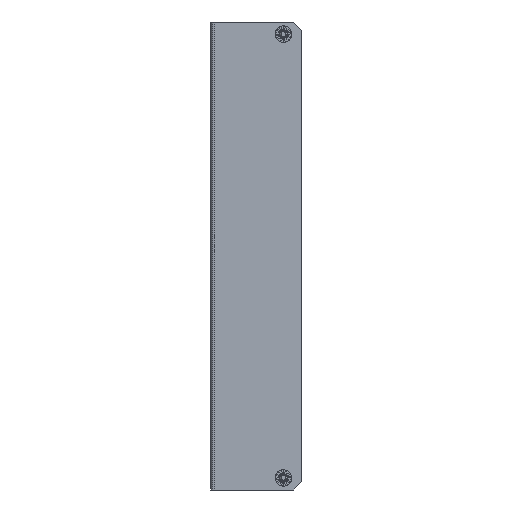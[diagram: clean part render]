
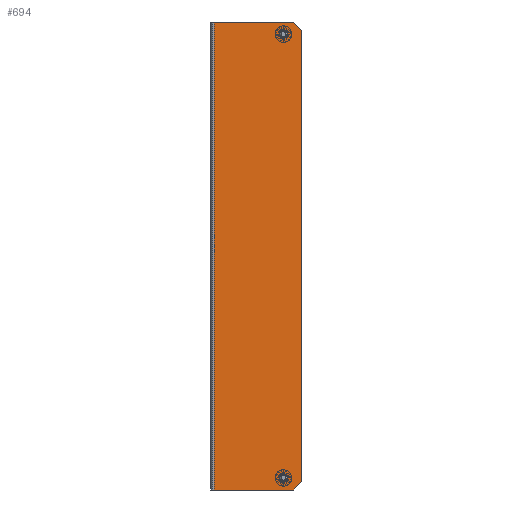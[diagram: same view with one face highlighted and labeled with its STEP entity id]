
A CAD part, front view. The second image highlights one B-rep face of the part: STEP entity #694.
In plain terms, the highlighted planar face has unit normal (0, -1, 0).
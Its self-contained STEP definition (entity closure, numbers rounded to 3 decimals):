
#29 = LINE ( 'NONE', #1267, #369 ) ;
#41 = ORIENTED_EDGE ( 'NONE', *, *, #667, .T. ) ;
#121 = CARTESIAN_POINT ( 'NONE',  ( 1., -1., -145. ) ) ;
#130 = DIRECTION ( 'NONE',  ( 0., 1., 0. ) ) ;
#146 = DIRECTION ( 'NONE',  ( 0., 0., 1. ) ) ;
#159 = VERTEX_POINT ( 'NONE', #594 ) ;
#181 = ORIENTED_EDGE ( 'NONE', *, *, #1342, .T. ) ;
#198 = ORIENTED_EDGE ( 'NONE', *, *, #2065, .T. ) ;
#281 = EDGE_CURVE ( 'NONE', #2221, #3203, #1106, .T. ) ;
#351 = DIRECTION ( 'NONE',  ( 0., 1., 0. ) ) ;
#352 = VERTEX_POINT ( 'NONE', #784 ) ;
#369 = VECTOR ( 'NONE', #2658, 1000. ) ;
#376 = EDGE_LOOP ( 'NONE', ( #41, #181, #3520, #2347, #3345, #2174 ) ) ;
#395 = DIRECTION ( 'NONE',  ( 0., 1., 0. ) ) ;
#457 = DIRECTION ( 'NONE',  ( 0., 1., 0. ) ) ;
#580 = DIRECTION ( 'NONE',  ( 0., 0., -1. ) ) ;
#585 = LINE ( 'NONE', #1750, #2869 ) ;
#594 = CARTESIAN_POINT ( 'NONE',  ( 55., -1., -140. ) ) ;
#656 = ORIENTED_EDGE ( 'NONE', *, *, #2586, .T. ) ;
#667 = EDGE_CURVE ( 'NONE', #2165, #352, #1810, .T. ) ;
#694 = ADVANCED_FACE ( 'NONE', ( #2164, #3327, #2092 ), #3257, .F. ) ;
#703 = CARTESIAN_POINT ( 'NONE',  ( 44., -1., 137.5 ) ) ;
#784 = CARTESIAN_POINT ( 'NONE',  ( 50., -1., -145. ) ) ;
#945 = VECTOR ( 'NONE', #580, 1000. ) ;
#971 = EDGE_CURVE ( 'NONE', #1013, #159, #29, .T. ) ;
#1013 = VERTEX_POINT ( 'NONE', #2922 ) ;
#1106 = CIRCLE ( 'NONE', #2133, 2.75 ) ;
#1153 = ORIENTED_EDGE ( 'NONE', *, *, #3019, .T. ) ;
#1170 = VECTOR ( 'NONE', #2422, 1000. ) ;
#1191 = CARTESIAN_POINT ( 'NONE',  ( 0., -1., 145. ) ) ;
#1267 = CARTESIAN_POINT ( 'NONE',  ( 55., -1., 145. ) ) ;
#1272 = DIRECTION ( 'NONE',  ( 0., 0., 1. ) ) ;
#1285 = CARTESIAN_POINT ( 'NONE',  ( 0., -1., -145. ) ) ;
#1342 = EDGE_CURVE ( 'NONE', #352, #159, #585, .T. ) ;
#1349 = DIRECTION ( 'NONE',  ( 0., 1., 0. ) ) ;
#1355 = CIRCLE ( 'NONE', #3489, 2.75 ) ;
#1367 = VECTOR ( 'NONE', #2377, 1000. ) ;
#1452 = EDGE_CURVE ( 'NONE', #1013, #3355, #2403, .T. ) ;
#1496 = CARTESIAN_POINT ( 'NONE',  ( 50., -1., 145. ) ) ;
#1519 = DIRECTION ( 'NONE',  ( 0., 0., 1. ) ) ;
#1667 = AXIS2_PLACEMENT_3D ( 'NONE', #703, #395, #1272 ) ;
#1750 = CARTESIAN_POINT ( 'NONE',  ( 50., -1., -145. ) ) ;
#1810 = LINE ( 'NONE', #1285, #1170 ) ;
#1820 = DIRECTION ( 'NONE',  ( -0.707, 0., 0.707 ) ) ;
#1888 = DIRECTION ( 'NONE',  ( 0., 0., 1. ) ) ;
#1986 = EDGE_LOOP ( 'NONE', ( #1153, #656 ) ) ;
#2065 = EDGE_CURVE ( 'NONE', #3203, #2221, #1355, .T. ) ;
#2092 = FACE_OUTER_BOUND ( 'NONE', #376, .T. ) ;
#2101 = VERTEX_POINT ( 'NONE', #2720 ) ;
#2133 = AXIS2_PLACEMENT_3D ( 'NONE', #3412, #1349, #3083 ) ;
#2164 = FACE_BOUND ( 'NONE', #1986, .T. ) ;
#2165 = VERTEX_POINT ( 'NONE', #121 ) ;
#2174 = ORIENTED_EDGE ( 'NONE', *, *, #3227, .T. ) ;
#2221 = VERTEX_POINT ( 'NONE', #3739 ) ;
#2275 = VERTEX_POINT ( 'NONE', #2509 ) ;
#2347 = ORIENTED_EDGE ( 'NONE', *, *, #1452, .T. ) ;
#2377 = DIRECTION ( 'NONE',  ( 1., 0., 0. ) ) ;
#2403 = LINE ( 'NONE', #3248, #3548 ) ;
#2422 = DIRECTION ( 'NONE',  ( 1., 0., 0. ) ) ;
#2448 = AXIS2_PLACEMENT_3D ( 'NONE', #3628, #130, #1888 ) ;
#2509 = CARTESIAN_POINT ( 'NONE',  ( 1., -1., 145. ) ) ;
#2512 = CIRCLE ( 'NONE', #2448, 2.75 ) ;
#2586 = EDGE_CURVE ( 'NONE', #2823, #2101, #3305, .T. ) ;
#2612 = CARTESIAN_POINT ( 'NONE',  ( 44., -1., -140.25 ) ) ;
#2658 = DIRECTION ( 'NONE',  ( 0., 0., -1. ) ) ;
#2720 = CARTESIAN_POINT ( 'NONE',  ( 44., -1., 140.25 ) ) ;
#2743 = AXIS2_PLACEMENT_3D ( 'NONE', #2965, #351, #1519 ) ;
#2823 = VERTEX_POINT ( 'NONE', #3409 ) ;
#2848 = DIRECTION ( 'NONE',  ( 0.707, 0., 0.707 ) ) ;
#2869 = VECTOR ( 'NONE', #2848, 1000. ) ;
#2883 = CARTESIAN_POINT ( 'NONE',  ( 1., -1., 145. ) ) ;
#2922 = CARTESIAN_POINT ( 'NONE',  ( 55., -1., 140. ) ) ;
#2965 = CARTESIAN_POINT ( 'NONE',  ( 0., -1., 145. ) ) ;
#3019 = EDGE_CURVE ( 'NONE', #2101, #2823, #2512, .T. ) ;
#3083 = DIRECTION ( 'NONE',  ( 0., 0., 1. ) ) ;
#3191 = LINE ( 'NONE', #2883, #945 ) ;
#3203 = VERTEX_POINT ( 'NONE', #2612 ) ;
#3206 = LINE ( 'NONE', #1191, #1367 ) ;
#3227 = EDGE_CURVE ( 'NONE', #2275, #2165, #3191, .T. ) ;
#3248 = CARTESIAN_POINT ( 'NONE',  ( 55., -1., 140. ) ) ;
#3257 = PLANE ( 'NONE',  #2743 ) ;
#3299 = ORIENTED_EDGE ( 'NONE', *, *, #281, .T. ) ;
#3305 = CIRCLE ( 'NONE', #1667, 2.75 ) ;
#3324 = EDGE_CURVE ( 'NONE', #2275, #3355, #3206, .T. ) ;
#3327 = FACE_BOUND ( 'NONE', #3416, .T. ) ;
#3333 = CARTESIAN_POINT ( 'NONE',  ( 44., -1., -137.5 ) ) ;
#3345 = ORIENTED_EDGE ( 'NONE', *, *, #3324, .F. ) ;
#3355 = VERTEX_POINT ( 'NONE', #1496 ) ;
#3409 = CARTESIAN_POINT ( 'NONE',  ( 44., -1., 134.75 ) ) ;
#3412 = CARTESIAN_POINT ( 'NONE',  ( 44., -1., -137.5 ) ) ;
#3416 = EDGE_LOOP ( 'NONE', ( #3299, #198 ) ) ;
#3489 = AXIS2_PLACEMENT_3D ( 'NONE', #3333, #457, #146 ) ;
#3520 = ORIENTED_EDGE ( 'NONE', *, *, #971, .F. ) ;
#3548 = VECTOR ( 'NONE', #1820, 1000. ) ;
#3628 = CARTESIAN_POINT ( 'NONE',  ( 44., -1., 137.5 ) ) ;
#3739 = CARTESIAN_POINT ( 'NONE',  ( 44., -1., -134.75 ) ) ;
